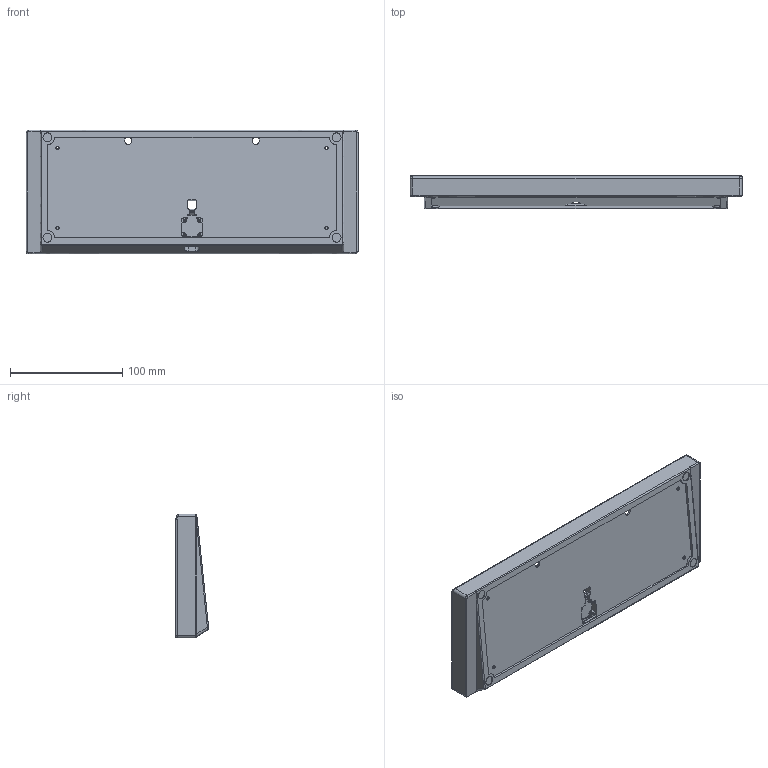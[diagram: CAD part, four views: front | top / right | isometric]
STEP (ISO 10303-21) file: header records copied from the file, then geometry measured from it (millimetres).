
FILE_DESCRIPTION(/* description */ (''),/* implementation_level */ '2;1');
FILE_NAME(/* name */ 'Updated_H60_Case v1.step',/* time_stamp */ '2023-01-22T17:07:38-05:00',/* author */ (''),/* organization */ (''),/* preprocessor_version */ 'ST-DEVELOPER v19.2',/* originating_system */ 'Autodesk Translation Framework v11.17.0.187',/* authorisation */ '');
FILE_SCHEMA (('AUTOMOTIVE_DESIGN { 1 0 10303 214 3 1 1 }'));
Length unit declared in the file: millimetre
Products named in the file (1): (Unsaved)
Bounding box: 295.7 x 29.68 x 110.2 mm (x, y, z)
Volume: 244757.5 mm3; surface area: 98254.2 mm2
Topology: 1 solids, 1 shells, 655 faces, 1841 edges, 1203 vertices
Faces by surface type: bspline 272, cylinder 246, plane 129, cone 4, sphere 2, torus 2
Full cylindrical faces by diameter (mm): 1.567 x36, 2 x36, 2.459 x14, 3 x14, 8 x4
Entity records: 33718 total; most frequent: CARTESIAN_POINT 19577, ORIENTED_EDGE 3682, DIRECTION 2112, EDGE_CURVE 1841, VERTEX_POINT 1203, LINE 794, VECTOR 794, EDGE_LOOP 682
